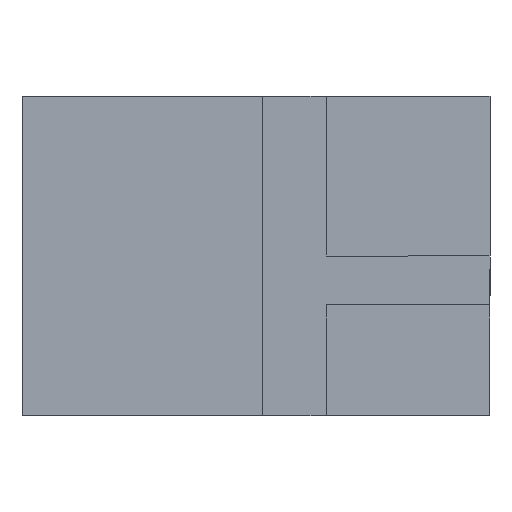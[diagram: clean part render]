
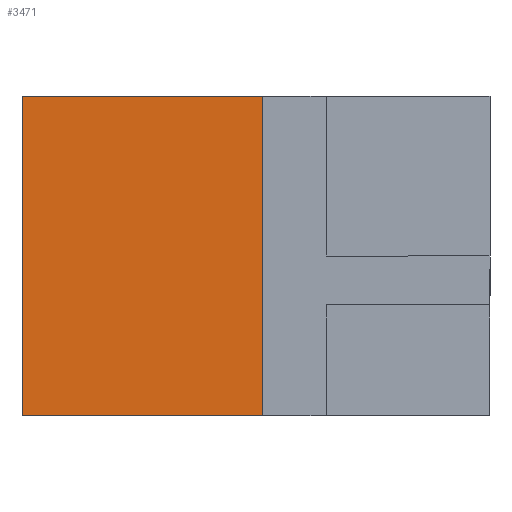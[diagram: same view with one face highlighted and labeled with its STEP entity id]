
A CAD part, front view. The second image highlights one B-rep face of the part: STEP entity #3471.
In plain terms, the highlighted planar face has unit normal (0, -1, 0).
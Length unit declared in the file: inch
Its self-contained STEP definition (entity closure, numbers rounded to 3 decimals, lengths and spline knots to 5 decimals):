
#447 = EDGE_LOOP ( 'NONE', ( #1421, #4282, #5283, #1762 ) ) ;
#448 = CARTESIAN_POINT ( 'NONE',  ( 0.003, -0.0002, -0.075 ) ) ;
#472 = CARTESIAN_POINT ( 'NONE',  ( -0.11, -0.0002, 0.075 ) ) ;
#745 = CARTESIAN_POINT ( 'NONE',  ( -0.11, -0.0002, 0.075 ) ) ;
#952 = EDGE_CURVE ( 'NONE', #5032, #3701, #4900, .T. ) ;
#968 = CARTESIAN_POINT ( 'NONE',  ( -0.11, -0.0002, -0.075 ) ) ;
#1339 = VECTOR ( 'NONE', #2561, 39.37008 ) ;
#1421 = ORIENTED_EDGE ( 'NONE', *, *, #6067, .T. ) ;
#1500 = CARTESIAN_POINT ( 'NONE',  ( 0.003, -0.0002, 0.075 ) ) ;
#1762 = ORIENTED_EDGE ( 'NONE', *, *, #952, .T. ) ;
#1767 = CARTESIAN_POINT ( 'NONE',  ( -0.11, -0.0002, 0.075 ) ) ;
#1774 = VERTEX_POINT ( 'NONE', #448 ) ;
#2042 = PLANE ( 'NONE',  #4095 ) ;
#2074 = DIRECTION ( 'NONE',  ( 0., -1., 0. ) ) ;
#2078 = DIRECTION ( 'NONE',  ( 0., 0., 1. ) ) ;
#2109 = CARTESIAN_POINT ( 'NONE',  ( 0.003, -0.0002, 0.075 ) ) ;
#2317 = VERTEX_POINT ( 'NONE', #968 ) ;
#2561 = DIRECTION ( 'NONE',  ( 0., 0., -1. ) ) ;
#2950 = EDGE_CURVE ( 'NONE', #2317, #1774, #3049, .T. ) ;
#3047 = LINE ( 'NONE', #1500, #5293 ) ;
#3049 = LINE ( 'NONE', #5145, #3065 ) ;
#3065 = VECTOR ( 'NONE', #4773, 39.37008 ) ;
#3471 = ADVANCED_FACE ( 'NONE', ( #4665 ), #2042, .T. ) ;
#3505 = VECTOR ( 'NONE', #3836, 39.37008 ) ;
#3600 = LINE ( 'NONE', #472, #1339 ) ;
#3701 = VERTEX_POINT ( 'NONE', #745 ) ;
#3836 = DIRECTION ( 'NONE',  ( -1., 0., 0. ) ) ;
#4095 = AXIS2_PLACEMENT_3D ( 'NONE', #5209, #2074, #4179 ) ;
#4179 = DIRECTION ( 'NONE',  ( 0., 0., -1. ) ) ;
#4282 = ORIENTED_EDGE ( 'NONE', *, *, #2950, .T. ) ;
#4665 = FACE_OUTER_BOUND ( 'NONE', #447, .T. ) ;
#4773 = DIRECTION ( 'NONE',  ( 1., 0., 0. ) ) ;
#4900 = LINE ( 'NONE', #1767, #3505 ) ;
#5032 = VERTEX_POINT ( 'NONE', #2109 ) ;
#5145 = CARTESIAN_POINT ( 'NONE',  ( -0.11, -0.0002, -0.075 ) ) ;
#5209 = CARTESIAN_POINT ( 'NONE',  ( 0., -0.0002, 0. ) ) ;
#5283 = ORIENTED_EDGE ( 'NONE', *, *, #6026, .T. ) ;
#5293 = VECTOR ( 'NONE', #2078, 39.37008 ) ;
#6026 = EDGE_CURVE ( 'NONE', #1774, #5032, #3047, .T. ) ;
#6067 = EDGE_CURVE ( 'NONE', #3701, #2317, #3600, .T. ) ;
